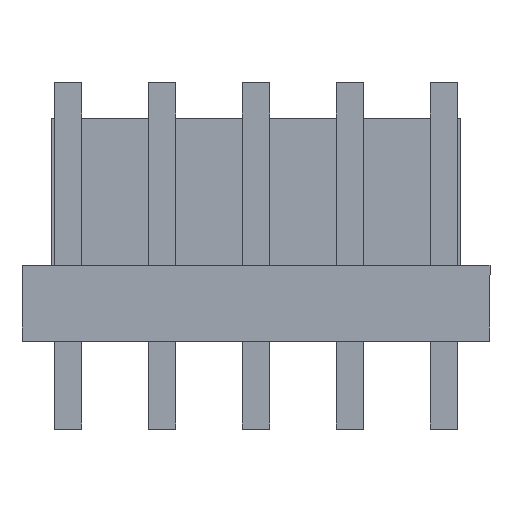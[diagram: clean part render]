
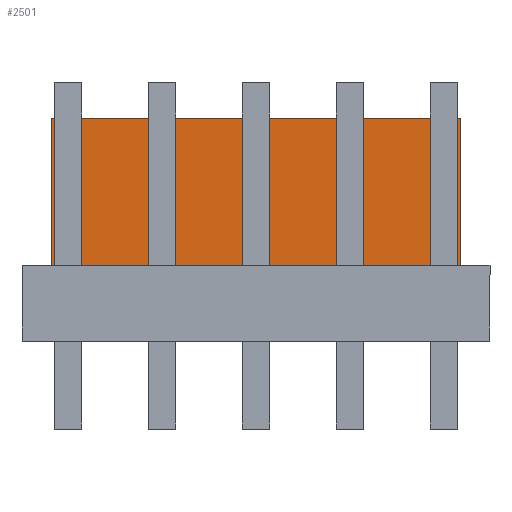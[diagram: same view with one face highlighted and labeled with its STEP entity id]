
A CAD part, top view. The second image highlights one B-rep face of the part: STEP entity #2501.
In plain terms, the highlighted planar face has unit normal (0, 0, 1).
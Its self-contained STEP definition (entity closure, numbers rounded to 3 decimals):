
#2055 = DIRECTION ( 'NONE',  ( 0., -1., 0. ) ) ;
#2056 = VECTOR ( 'NONE', #2055, 1000. ) ;
#2057 = CARTESIAN_POINT ( 'NONE',  ( -8.62, 0., -2.55 ) ) ;
#2058 = LINE ( 'NONE', #2057, #2056 ) ;
#2125 = DIRECTION ( 'NONE',  ( 0., -1., 0. ) ) ;
#2126 = DIRECTION ( 'NONE',  ( 0., 0., 1. ) ) ;
#2127 = CARTESIAN_POINT ( 'NONE',  ( -9.87, 9.4, -2.55 ) ) ;
#2128 = AXIS2_PLACEMENT_3D ( 'NONE', #2127, #2126, #2125 ) ;
#2129 = PLANE ( 'NONE',  #2128 ) ;
#2131 = FACE_OUTER_BOUND ( 'NONE', #2478, .T. ) ;
#2132 = CARTESIAN_POINT ( 'NONE',  ( -8.62, 9.4, -2.55 ) ) ;
#2242 = DIRECTION ( 'NONE',  ( 1., 0., 0. ) ) ;
#2243 = VECTOR ( 'NONE', #2242, 1000. ) ;
#2244 = CARTESIAN_POINT ( 'NONE',  ( -9.87, 9.4, -2.55 ) ) ;
#2245 = LINE ( 'NONE', #2244, #2243 ) ;
#2251 = CARTESIAN_POINT ( 'NONE',  ( 8.62, 9.4, -2.55 ) ) ;
#2285 = DIRECTION ( 'NONE',  ( 0., -1., 0. ) ) ;
#2286 = VECTOR ( 'NONE', #2285, 1000. ) ;
#2287 = CARTESIAN_POINT ( 'NONE',  ( 8.62, 0., -2.55 ) ) ;
#2288 = LINE ( 'NONE', #2287, #2286 ) ;
#2303 = CARTESIAN_POINT ( 'NONE',  ( -8.62, 3.2, -2.55 ) ) ;
#2338 = DIRECTION ( 'NONE',  ( 1., 0., 0. ) ) ;
#2339 = VECTOR ( 'NONE', #2338, 1000. ) ;
#2340 = CARTESIAN_POINT ( 'NONE',  ( -9.87, 3.2, -2.55 ) ) ;
#2341 = LINE ( 'NONE', #2340, #2339 ) ;
#2373 = CARTESIAN_POINT ( 'NONE',  ( 8.62, 3.2, -2.55 ) ) ;
#2478 = EDGE_LOOP ( 'NONE', ( #2479, #2570, #2573, #2530 ) ) ;
#2479 = ORIENTED_EDGE ( 'NONE', *, *, #2490, .T. ) ;
#2490 = EDGE_CURVE ( 'NONE', #2499, #2558, #2058, .T. ) ;
#2499 = VERTEX_POINT ( 'NONE', #2132 ) ;
#2501 = ADVANCED_FACE ( 'NONE', ( #2131 ), #2129, .T. ) ;
#2530 = ORIENTED_EDGE ( 'NONE', *, *, #2534, .F. ) ;
#2532 = VERTEX_POINT ( 'NONE', #2251 ) ;
#2534 = EDGE_CURVE ( 'NONE', #2499, #2532, #2245, .T. ) ;
#2558 = VERTEX_POINT ( 'NONE', #2303 ) ;
#2566 = EDGE_CURVE ( 'NONE', #2532, #2587, #2288, .T. ) ;
#2568 = EDGE_CURVE ( 'NONE', #2558, #2587, #2341, .T. ) ;
#2570 = ORIENTED_EDGE ( 'NONE', *, *, #2568, .T. ) ;
#2573 = ORIENTED_EDGE ( 'NONE', *, *, #2566, .F. ) ;
#2587 = VERTEX_POINT ( 'NONE', #2373 ) ;
